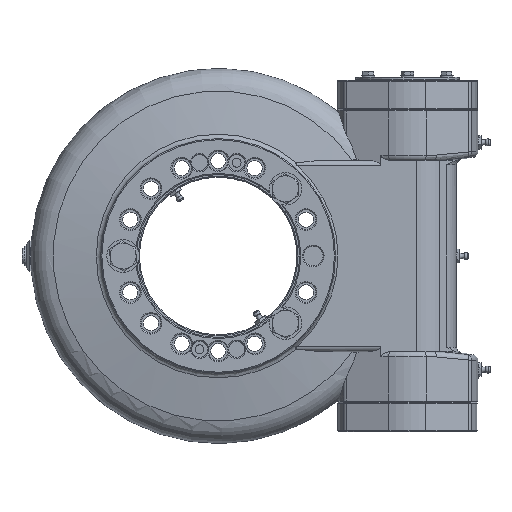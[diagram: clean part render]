
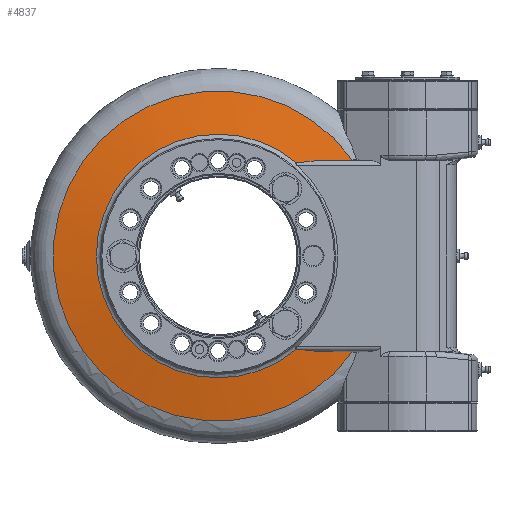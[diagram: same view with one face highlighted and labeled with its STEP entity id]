
A CAD part, left-side view. The second image highlights one B-rep face of the part: STEP entity #4837.
In plain terms, the highlighted conical face has half-angle 80 degrees and reference radius 151.841 mm.
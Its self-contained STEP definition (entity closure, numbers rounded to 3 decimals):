
#743 = CARTESIAN_POINT ( 'NONE',  ( -38.777, 83.271, 87.69 ) ) ;
#2229 = CARTESIAN_POINT ( 'NONE',  ( -40.901, 99.117, -86.132 ) ) ;
#2294 = DIRECTION ( 'NONE',  ( 0., -1., 0. ) ) ;
#2412 = AXIS2_PLACEMENT_3D ( 'NONE', #14718, #35786, #11828 ) ;
#2785 = B_SPLINE_CURVE_WITH_KNOTS ( 'NONE', 3,
 ( #11011, #5002, #38104, #20132 ),
 .UNSPECIFIED., .F., .F.,
 ( 4, 4 ),
 ( 0.119, 0.139 ),
 .UNSPECIFIED. ) ;
#2822 = B_SPLINE_CURVE_WITH_KNOTS ( 'NONE', 3,
 ( #38765, #23699, #27503, #9472 ),
 .UNSPECIFIED., .F., .F.,
 ( 4, 4 ),
 ( 0.142, 0.162 ),
 .UNSPECIFIED. ) ;
#3516 = CARTESIAN_POINT ( 'NONE',  ( -41.271, 101.726, 85.599 ) ) ;
#3765 = CARTESIAN_POINT ( 'NONE',  ( -37.714, 75.311, 87.962 ) ) ;
#4377 = VERTEX_POINT ( 'NONE', #10776 ) ;
#4643 = CIRCLE ( 'NONE', #37803, 151.841 ) ;
#4837 = ADVANCED_FACE ( 'NONE', ( #12955 ), #25270, .T. ) ;
#5002 = CARTESIAN_POINT ( 'NONE',  ( -35.207, 56.941, -88. ) ) ;
#5228 = CARTESIAN_POINT ( 'NONE',  ( -41.176, 101.077, -85.755 ) ) ;
#6647 = CARTESIAN_POINT ( 'NONE',  ( -41.084, 100.429, 85.888 ) ) ;
#6770 = CARTESIAN_POINT ( 'NONE',  ( -37., 69.999, 88. ) ) ;
#7668 = ORIENTED_EDGE ( 'NONE', *, *, #24898, .T. ) ;
#8109 = CARTESIAN_POINT ( 'NONE',  ( -37.358, 72.656, -88. ) ) ;
#9108 = EDGE_CURVE ( 'NONE', #4377, #11526, #4643, .T. ) ;
#9472 = CARTESIAN_POINT ( 'NONE',  ( -34.27, 50.417, 88. ) ) ;
#9647 = CARTESIAN_POINT ( 'NONE',  ( -40.811, 98.469, 86.239 ) ) ;
#10361 = CARTESIAN_POINT ( 'NONE',  ( -41.271, 101.726, 85.599 ) ) ;
#10776 = CARTESIAN_POINT ( 'NONE',  ( -34.27, 50.417, 88. ) ) ;
#11011 = CARTESIAN_POINT ( 'NONE',  ( -34.27, 50.417, -88. ) ) ;
#11110 = CARTESIAN_POINT ( 'NONE',  ( -38.424, 80.625, -87.807 ) ) ;
#11526 = VERTEX_POINT ( 'NONE', #25909 ) ;
#11557 = ORIENTED_EDGE ( 'NONE', *, *, #29406, .F. ) ;
#11828 = DIRECTION ( 'NONE',  ( 0., 1., 0. ) ) ;
#12659 = CARTESIAN_POINT ( 'NONE',  ( -40.364, 95.184, 86.706 ) ) ;
#12680 = EDGE_LOOP ( 'NONE', ( #25055, #32076, #7668, #11557, #36997, #38378 ) ) ;
#12955 = FACE_OUTER_BOUND ( 'NONE', #12680, .T. ) ;
#14137 = CARTESIAN_POINT ( 'NONE',  ( -39.482, 88.579, -87.358 ) ) ;
#14718 = CARTESIAN_POINT ( 'NONE',  ( -34.27, 174.158, 0. ) ) ;
#15242 = CARTESIAN_POINT ( 'NONE',  ( -37., 69.999, -88. ) ) ;
#15450 = VERTEX_POINT ( 'NONE', #20322 ) ;
#15630 = VERTEX_POINT ( 'NONE', #15242 ) ;
#15685 = CARTESIAN_POINT ( 'NONE',  ( -39.834, 91.219, 87.125 ) ) ;
#16530 = CARTESIAN_POINT ( 'NONE',  ( -34.27, 174.158, 0. ) ) ;
#17175 = CARTESIAN_POINT ( 'NONE',  ( -40.363, 95.178, -86.707 ) ) ;
#18175 = CARTESIAN_POINT ( 'NONE',  ( -37., 69.999, 88. ) ) ;
#18731 = CARTESIAN_POINT ( 'NONE',  ( -39.305, 87.247, 87.441 ) ) ;
#19568 = DIRECTION ( 'NONE',  ( 0., -1., 0. ) ) ;
#19571 = VERTEX_POINT ( 'NONE', #18175 ) ;
#20132 = CARTESIAN_POINT ( 'NONE',  ( -37., 69.999, -88. ) ) ;
#20192 = B_SPLINE_CURVE_WITH_KNOTS ( 'NONE', 3,
 ( #23128, #8109, #29172, #11110, #32189, #14137, #35221, #17175, #38215, #20244, #2229, #23253, #5228, #26307 ),
 .UNSPECIFIED., .F., .F.,
 ( 4, 2, 2, 2, 2, 2, 4 ),
 ( 0., 0.008, 0.016, 0.024, 0.028, 0.03, 0.032 ),
 .UNSPECIFIED. ) ;
#20244 = CARTESIAN_POINT ( 'NONE',  ( -40.81, 98.462, -86.241 ) ) ;
#20304 = DIRECTION ( 'NONE',  ( -1., 0., 0. ) ) ;
#20322 = CARTESIAN_POINT ( 'NONE',  ( -41.271, 101.726, -85.599 ) ) ;
#21638 = CARTESIAN_POINT ( 'NONE',  ( -41.177, 101.079, 85.755 ) ) ;
#21775 = CARTESIAN_POINT ( 'NONE',  ( -38.423, 80.619, 87.807 ) ) ;
#21911 = AXIS2_PLACEMENT_3D ( 'NONE', #38278, #20304, #2294 ) ;
#23022 = EDGE_CURVE ( 'NONE', #11526, #15630, #2785, .T. ) ;
#23128 = CARTESIAN_POINT ( 'NONE',  ( -37., 69.999, -88. ) ) ;
#23253 = CARTESIAN_POINT ( 'NONE',  ( -41.084, 100.424, -85.889 ) ) ;
#23699 = CARTESIAN_POINT ( 'NONE',  ( -36.12, 63.467, 88. ) ) ;
#24841 = CARTESIAN_POINT ( 'NONE',  ( -37.358, 72.656, 88. ) ) ;
#24898 = EDGE_CURVE ( 'NONE', #15630, #15450, #20192, .T. ) ;
#25055 = ORIENTED_EDGE ( 'NONE', *, *, #9108, .T. ) ;
#25088 = B_SPLINE_CURVE_WITH_KNOTS ( 'NONE', 3,
 ( #3516, #21638, #6647, #27693, #9647, #30704, #12659, #33746, #15685, #36753, #18731, #743, #21775, #3765, #24841, #6770 ),
 .UNSPECIFIED., .F., .F.,
 ( 4, 2, 2, 2, 2, 2, 2, 4 ),
 ( 0., 0.002, 0.004, 0.008, 0.012, 0.016, 0.024, 0.032 ),
 .UNSPECIFIED. ) ;
#25270 = CONICAL_SURFACE ( 'NONE', #2412, 151.841, 1.396 ) ;
#25909 = CARTESIAN_POINT ( 'NONE',  ( -34.27, 50.417, -88. ) ) ;
#26307 = CARTESIAN_POINT ( 'NONE',  ( -41.271, 101.726, -85.599 ) ) ;
#26688 = VERTEX_POINT ( 'NONE', #10361 ) ;
#27103 = EDGE_CURVE ( 'NONE', #26688, #19571, #25088, .T. ) ;
#27503 = CARTESIAN_POINT ( 'NONE',  ( -35.207, 56.941, 88. ) ) ;
#27693 = CARTESIAN_POINT ( 'NONE',  ( -40.901, 99.123, 86.131 ) ) ;
#29172 = CARTESIAN_POINT ( 'NONE',  ( -37.714, 75.313, -87.962 ) ) ;
#29406 = EDGE_CURVE ( 'NONE', #26688, #15450, #31412, .T. ) ;
#30704 = CARTESIAN_POINT ( 'NONE',  ( -40.542, 96.501, 86.54 ) ) ;
#31412 = CIRCLE ( 'NONE', #21911, 112.132 ) ;
#31652 = EDGE_CURVE ( 'NONE', #19571, #4377, #2822, .T. ) ;
#32076 = ORIENTED_EDGE ( 'NONE', *, *, #23022, .T. ) ;
#32189 = CARTESIAN_POINT ( 'NONE',  ( -38.778, 83.28, -87.689 ) ) ;
#33746 = CARTESIAN_POINT ( 'NONE',  ( -40.01, 92.543, 86.999 ) ) ;
#35221 = CARTESIAN_POINT ( 'NONE',  ( -39.833, 91.223, -87.145 ) ) ;
#35786 = DIRECTION ( 'NONE',  ( 1., 0., 0. ) ) ;
#36753 = CARTESIAN_POINT ( 'NONE',  ( -39.481, 88.571, 87.346 ) ) ;
#36997 = ORIENTED_EDGE ( 'NONE', *, *, #27103, .T. ) ;
#37553 = DIRECTION ( 'NONE',  ( -1., 0., 0. ) ) ;
#37803 = AXIS2_PLACEMENT_3D ( 'NONE', #16530, #37553, #19568 ) ;
#38104 = CARTESIAN_POINT ( 'NONE',  ( -36.12, 63.468, -88. ) ) ;
#38215 = CARTESIAN_POINT ( 'NONE',  ( -40.541, 96.494, -86.541 ) ) ;
#38278 = CARTESIAN_POINT ( 'NONE',  ( -41.271, 174.158, 0. ) ) ;
#38378 = ORIENTED_EDGE ( 'NONE', *, *, #31652, .T. ) ;
#38765 = CARTESIAN_POINT ( 'NONE',  ( -37., 69.999, 88. ) ) ;
